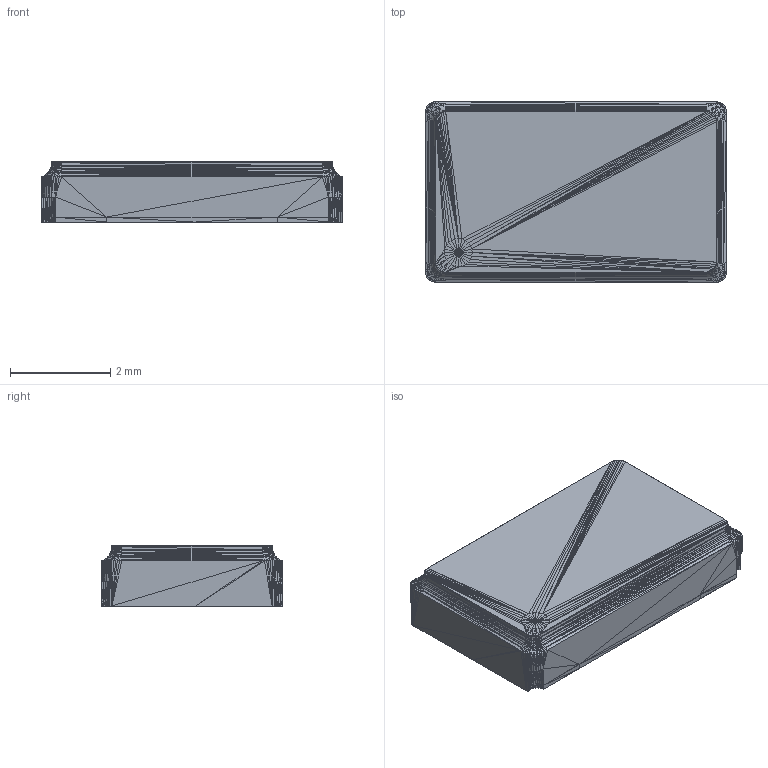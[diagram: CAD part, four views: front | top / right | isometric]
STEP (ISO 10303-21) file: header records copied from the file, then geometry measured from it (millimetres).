
FILE_DESCRIPTION(('auto-generated'),'2;1');
FILE_SCHEMA(('CONFIG_CONTROL_DESIGN'));
Bounding box: 6 x 3.6 x 1.2 mm (x, y, z)
Volume: 0.5 mm3; surface area: 76.4 mm2
Topology: 4 solids, 23 shells, 2400 faces, 4039 edges, 1645 vertices
Faces by surface type: plane 2400
Entity records: 40286 total; most frequent: ORIENTED_EDGE 7196, DIRECTION 6520, LINE 4039, EDGE_CURVE 4039, VECTOR 3104, AXIS2_PLACEMENT_3D 2401, PLANE 2400, EDGE_LOOP 2400
